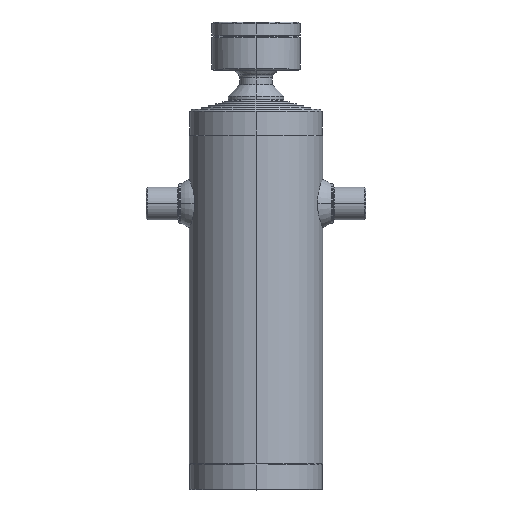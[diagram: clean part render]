
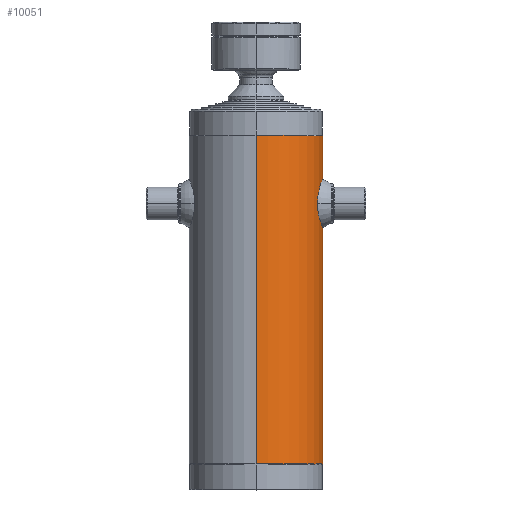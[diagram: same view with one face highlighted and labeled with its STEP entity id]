
A CAD part, top view. The second image highlights one B-rep face of the part: STEP entity #10051.
In plain terms, the highlighted cylindrical face has radius 102 mm (diameter 204 mm), a partial arc.
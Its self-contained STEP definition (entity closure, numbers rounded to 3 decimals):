
#223 = VECTOR ( 'NONE', #8622, 1000. ) ;
#336 = VECTOR ( 'NONE', #4060, 1000. ) ;
#429 = CIRCLE ( 'NONE', #3861, 102. ) ;
#518 = DIRECTION ( 'NONE',  ( 0., -1., 0. ) ) ;
#1035 = EDGE_CURVE ( 'NONE', #9323, #4349, #3217, .T. ) ;
#1092 = VERTEX_POINT ( 'NONE', #2034 ) ;
#1859 = VERTEX_POINT ( 'NONE', #6071 ) ;
#2034 = CARTESIAN_POINT ( 'NONE',  ( 0., 40., -102. ) ) ;
#2526 = LINE ( 'NONE', #9041, #336 ) ;
#3074 = EDGE_CURVE ( 'NONE', #1092, #4349, #7817, .T. ) ;
#3217 = LINE ( 'NONE', #3620, #223 ) ;
#3510 = CARTESIAN_POINT ( 'NONE',  ( 0., 40., 0. ) ) ;
#3620 = CARTESIAN_POINT ( 'NONE',  ( 0., -17.46, 102. ) ) ;
#3654 = AXIS2_PLACEMENT_3D ( 'NONE', #5607, #6466, #10568 ) ;
#3831 = EDGE_LOOP ( 'NONE', ( #6251, #6153, #8534, #7115 ) ) ;
#3861 = AXIS2_PLACEMENT_3D ( 'NONE', #5509, #518, #6360 ) ;
#4060 = DIRECTION ( 'NONE',  ( 0., -1., 0. ) ) ;
#4091 = CYLINDRICAL_SURFACE ( 'NONE', #3654, 102. ) ;
#4349 = VERTEX_POINT ( 'NONE', #6412 ) ;
#4356 = DIRECTION ( 'NONE',  ( 0., 0., 1. ) ) ;
#4498 = CARTESIAN_POINT ( 'NONE',  ( 0., 543., 102. ) ) ;
#5509 = CARTESIAN_POINT ( 'NONE',  ( 0., 543., 0. ) ) ;
#5607 = CARTESIAN_POINT ( 'NONE',  ( 0., -17.46, 0. ) ) ;
#6071 = CARTESIAN_POINT ( 'NONE',  ( 0., 543., -102. ) ) ;
#6153 = ORIENTED_EDGE ( 'NONE', *, *, #9967, .T. ) ;
#6251 = ORIENTED_EDGE ( 'NONE', *, *, #7701, .F. ) ;
#6360 = DIRECTION ( 'NONE',  ( 0., 0., 1. ) ) ;
#6412 = CARTESIAN_POINT ( 'NONE',  ( 0., 40., 102. ) ) ;
#6466 = DIRECTION ( 'NONE',  ( 0., -1., 0. ) ) ;
#7115 = ORIENTED_EDGE ( 'NONE', *, *, #3074, .F. ) ;
#7701 = EDGE_CURVE ( 'NONE', #1859, #1092, #2526, .T. ) ;
#7752 = AXIS2_PLACEMENT_3D ( 'NONE', #3510, #9332, #4356 ) ;
#7817 = CIRCLE ( 'NONE', #7752, 102. ) ;
#8246 = FACE_OUTER_BOUND ( 'NONE', #3831, .T. ) ;
#8534 = ORIENTED_EDGE ( 'NONE', *, *, #1035, .T. ) ;
#8622 = DIRECTION ( 'NONE',  ( 0., -1., 0. ) ) ;
#9041 = CARTESIAN_POINT ( 'NONE',  ( 0., -17.46, -102. ) ) ;
#9323 = VERTEX_POINT ( 'NONE', #4498 ) ;
#9332 = DIRECTION ( 'NONE',  ( 0., -1., 0. ) ) ;
#9967 = EDGE_CURVE ( 'NONE', #1859, #9323, #429, .T. ) ;
#10051 = ADVANCED_FACE ( 'NONE', ( #8246 ), #4091, .T. ) ;
#10568 = DIRECTION ( 'NONE',  ( 0., 0., 1. ) ) ;
